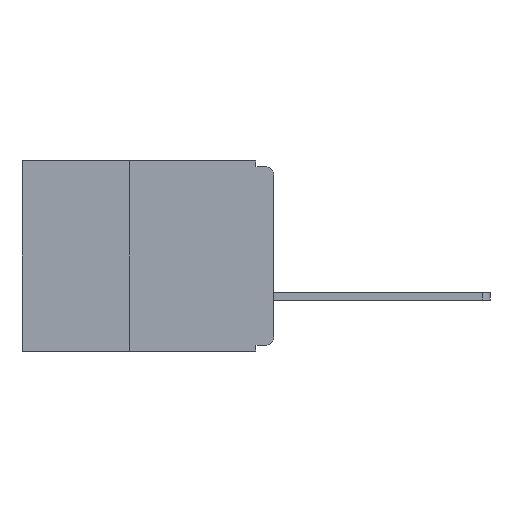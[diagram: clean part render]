
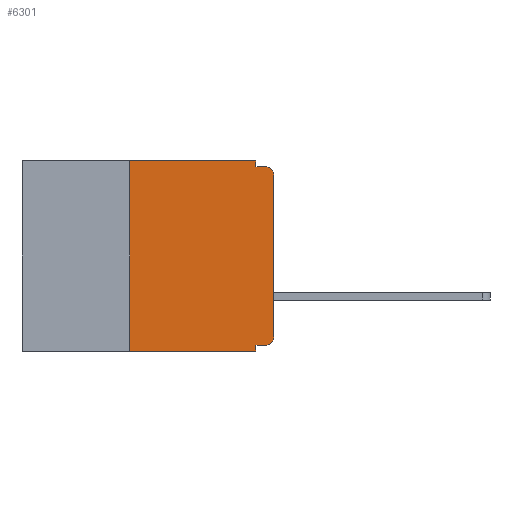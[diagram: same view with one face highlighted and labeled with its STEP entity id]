
A CAD part, left-side view. The second image highlights one B-rep face of the part: STEP entity #6301.
In plain terms, the highlighted planar face has unit normal (-1, 0, 0).
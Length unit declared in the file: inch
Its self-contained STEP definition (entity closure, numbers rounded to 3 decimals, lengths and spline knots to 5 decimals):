
#59 = VERTEX_POINT ( 'NONE', #22087 ) ;
#1251 = DIRECTION ( 'NONE',  ( 0., 0., 1. ) ) ;
#1894 = EDGE_LOOP ( 'NONE', ( #18771, #7038, #2862, #5298, #23597, #22625, #20150, #23989, #13496, #10893 ) ) ;
#1990 = AXIS2_PLACEMENT_3D ( 'NONE', #22893, #10463, #24918 ) ;
#2239 = CARTESIAN_POINT ( 'NONE',  ( 0., 0.031, 0. ) ) ;
#2359 = VECTOR ( 'NONE', #20293, 39.37008 ) ;
#2809 = LINE ( 'NONE', #21120, #24301 ) ;
#2862 = ORIENTED_EDGE ( 'NONE', *, *, #8925, .F. ) ;
#2943 = AXIS2_PLACEMENT_3D ( 'NONE', #3276, #3245, #3241 ) ;
#3048 = EDGE_CURVE ( 'NONE', #10974, #5631, #24369, .T. ) ;
#3186 = DIRECTION ( 'NONE',  ( -1., 0., 0. ) ) ;
#3241 = DIRECTION ( 'NONE',  ( 0., 0., -1. ) ) ;
#3245 = DIRECTION ( 'NONE',  ( 1., 0., 0. ) ) ;
#3276 = CARTESIAN_POINT ( 'NONE',  ( 0., 0.437, 0. ) ) ;
#3455 = PLANE ( 'NONE',  #2943 ) ;
#4768 = VECTOR ( 'NONE', #1251, 39.37008 ) ;
#4854 = LINE ( 'NONE', #6610, #20263 ) ;
#5012 = EDGE_CURVE ( 'NONE', #26391, #59, #18423, .T. ) ;
#5090 = LINE ( 'NONE', #5595, #16266 ) ;
#5298 = ORIENTED_EDGE ( 'NONE', *, *, #9218, .F. ) ;
#5312 = LINE ( 'NONE', #6461, #9624 ) ;
#5320 = CARTESIAN_POINT ( 'NONE',  ( 0., 0.015, -0.01 ) ) ;
#5595 = CARTESIAN_POINT ( 'NONE',  ( 0., 0., -0.01 ) ) ;
#5631 = VERTEX_POINT ( 'NONE', #12638 ) ;
#6256 = DIRECTION ( 'NONE',  ( 0., -1., 0. ) ) ;
#6301 = ADVANCED_FACE ( 'NONE', ( #25047 ), #3455, .F. ) ;
#6461 = CARTESIAN_POINT ( 'NONE',  ( 0., 0.031, -0.33 ) ) ;
#6610 = CARTESIAN_POINT ( 'NONE',  ( 0., 0.25, -0.33 ) ) ;
#7038 = ORIENTED_EDGE ( 'NONE', *, *, #25904, .T. ) ;
#7229 = CARTESIAN_POINT ( 'NONE',  ( 0., 0.437, -0.33 ) ) ;
#7583 = CARTESIAN_POINT ( 'NONE',  ( 0., 0.437, 0. ) ) ;
#7817 = VECTOR ( 'NONE', #6256, 39.37008 ) ;
#7930 = VERTEX_POINT ( 'NONE', #15771 ) ;
#8583 = DIRECTION ( 'NONE',  ( 0., 0., -1. ) ) ;
#8638 = LINE ( 'NONE', #7583, #24516 ) ;
#8925 = EDGE_CURVE ( 'NONE', #12342, #23910, #5090, .T. ) ;
#9218 = EDGE_CURVE ( 'NONE', #22666, #12342, #2809, .T. ) ;
#9624 = VECTOR ( 'NONE', #8583, 39.37008 ) ;
#9697 = DIRECTION ( 'NONE',  ( 0., -1., 0. ) ) ;
#10463 = DIRECTION ( 'NONE',  ( -1., 0., 0. ) ) ;
#10893 = ORIENTED_EDGE ( 'NONE', *, *, #11577, .T. ) ;
#10974 = VERTEX_POINT ( 'NONE', #20576 ) ;
#11048 = CARTESIAN_POINT ( 'NONE',  ( 0., 0., -0.305 ) ) ;
#11221 = CIRCLE ( 'NONE', #12915, 0.015 ) ;
#11577 = EDGE_CURVE ( 'NONE', #26391, #23722, #11910, .T. ) ;
#11910 = CIRCLE ( 'NONE', #1990, 0.015 ) ;
#12342 = VERTEX_POINT ( 'NONE', #21704 ) ;
#12638 = CARTESIAN_POINT ( 'NONE',  ( 0., 0.031, -0.33 ) ) ;
#12852 = DIRECTION ( 'NONE',  ( 0., 0., -1. ) ) ;
#12915 = AXIS2_PLACEMENT_3D ( 'NONE', #15753, #3186, #17869 ) ;
#13082 = CARTESIAN_POINT ( 'NONE',  ( 0., 0.015, -0.32 ) ) ;
#13430 = EDGE_CURVE ( 'NONE', #10974, #7930, #4854, .T. ) ;
#13496 = ORIENTED_EDGE ( 'NONE', *, *, #5012, .F. ) ;
#13791 = CARTESIAN_POINT ( 'NONE',  ( 0., 0., 0. ) ) ;
#14722 = EDGE_CURVE ( 'NONE', #23722, #16542, #26886, .T. ) ;
#15753 = CARTESIAN_POINT ( 'NONE',  ( 0., 0.015, -0.025 ) ) ;
#15771 = CARTESIAN_POINT ( 'NONE',  ( 0., 0.25, 0. ) ) ;
#16065 = CARTESIAN_POINT ( 'NONE',  ( 0., 0., -0.025 ) ) ;
#16266 = VECTOR ( 'NONE', #20243, 39.37008 ) ;
#16542 = VERTEX_POINT ( 'NONE', #16065 ) ;
#17869 = DIRECTION ( 'NONE',  ( 0., 0., -1. ) ) ;
#18423 = LINE ( 'NONE', #20350, #2359 ) ;
#18771 = ORIENTED_EDGE ( 'NONE', *, *, #14722, .T. ) ;
#20150 = ORIENTED_EDGE ( 'NONE', *, *, #3048, .T. ) ;
#20243 = DIRECTION ( 'NONE',  ( 0., -1., 0. ) ) ;
#20263 = VECTOR ( 'NONE', #21206, 39.37008 ) ;
#20293 = DIRECTION ( 'NONE',  ( 0., 1., 0. ) ) ;
#20350 = CARTESIAN_POINT ( 'NONE',  ( 0., 0., -0.32 ) ) ;
#20576 = CARTESIAN_POINT ( 'NONE',  ( 0., 0.25, -0.33 ) ) ;
#21120 = CARTESIAN_POINT ( 'NONE',  ( 0., 0.031, 0. ) ) ;
#21206 = DIRECTION ( 'NONE',  ( 0., 0., 1. ) ) ;
#21704 = CARTESIAN_POINT ( 'NONE',  ( 0., 0.031, -0.01 ) ) ;
#22087 = CARTESIAN_POINT ( 'NONE',  ( 0., 0.031, -0.32 ) ) ;
#22625 = ORIENTED_EDGE ( 'NONE', *, *, #13430, .F. ) ;
#22666 = VERTEX_POINT ( 'NONE', #2239 ) ;
#22893 = CARTESIAN_POINT ( 'NONE',  ( 0., 0.015, -0.305 ) ) ;
#23597 = ORIENTED_EDGE ( 'NONE', *, *, #25167, .F. ) ;
#23722 = VERTEX_POINT ( 'NONE', #11048 ) ;
#23910 = VERTEX_POINT ( 'NONE', #5320 ) ;
#23989 = ORIENTED_EDGE ( 'NONE', *, *, #25327, .F. ) ;
#24301 = VECTOR ( 'NONE', #12852, 39.37008 ) ;
#24369 = LINE ( 'NONE', #7229, #7817 ) ;
#24516 = VECTOR ( 'NONE', #9697, 39.37008 ) ;
#24918 = DIRECTION ( 'NONE',  ( 0., 0., -1. ) ) ;
#25047 = FACE_OUTER_BOUND ( 'NONE', #1894, .T. ) ;
#25167 = EDGE_CURVE ( 'NONE', #7930, #22666, #8638, .T. ) ;
#25327 = EDGE_CURVE ( 'NONE', #59, #5631, #5312, .T. ) ;
#25904 = EDGE_CURVE ( 'NONE', #16542, #23910, #11221, .T. ) ;
#26391 = VERTEX_POINT ( 'NONE', #13082 ) ;
#26886 = LINE ( 'NONE', #13791, #4768 ) ;
